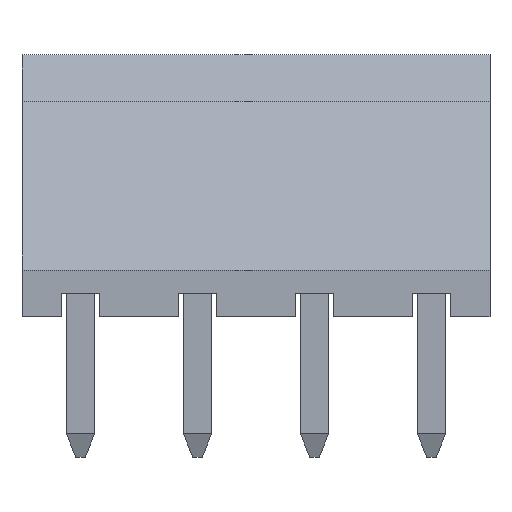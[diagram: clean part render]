
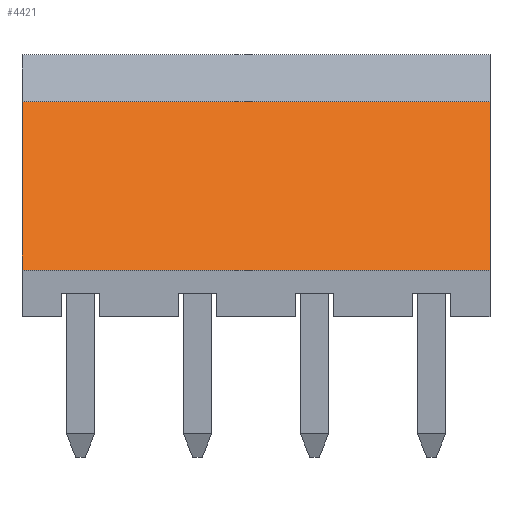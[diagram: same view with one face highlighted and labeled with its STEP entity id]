
A CAD part, front view. The second image highlights one B-rep face of the part: STEP entity #4421.
In plain terms, the highlighted planar face has unit normal (0, -0.811, 0.586).
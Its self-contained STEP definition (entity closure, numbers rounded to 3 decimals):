
#4240 = PLANE('',#4241);
#4241 = AXIS2_PLACEMENT_3D('',#4242,#4243,#4244);
#4242 = CARTESIAN_POINT('',(-1.25,0.4,4.6));
#4243 = DIRECTION('',(0.,0.,-1.));
#4244 = DIRECTION('',(0.,-1.,0.));
#4265 = VERTEX_POINT('',#4266);
#4266 = CARTESIAN_POINT('',(8.75,-0.4,4.6));
#4280 = PLANE('',#4281);
#4281 = AXIS2_PLACEMENT_3D('',#4282,#4283,#4284);
#4282 = CARTESIAN_POINT('',(8.75,0.384,2.186));
#4283 = DIRECTION('',(1.,0.,0.));
#4284 = DIRECTION('',(0.,0.,1.));
#4292 = EDGE_CURVE('',#4293,#4265,#4295,.T.);
#4293 = VERTEX_POINT('',#4294);
#4294 = CARTESIAN_POINT('',(-1.25,-0.4,4.6));
#4295 = SURFACE_CURVE('',#4296,(#4300,#4307),.PCURVE_S1.);
#4296 = LINE('',#4297,#4298);
#4297 = CARTESIAN_POINT('',(-1.25,-0.4,4.6));
#4298 = VECTOR('',#4299,1.);
#4299 = DIRECTION('',(1.,0.,0.));
#4300 = PCURVE('',#4240,#4301);
#4301 = DEFINITIONAL_REPRESENTATION('',(#4302),#4306);
#4302 = LINE('',#4303,#4304);
#4303 = CARTESIAN_POINT('',(0.8,0.));
#4304 = VECTOR('',#4305,1.);
#4305 = DIRECTION('',(0.,-1.));
#4306 = ( GEOMETRIC_REPRESENTATION_CONTEXT(2) 
PARAMETRIC_REPRESENTATION_CONTEXT() REPRESENTATION_CONTEXT('2D SPACE',''
  ) );
#4307 = PCURVE('',#4308,#4313);
#4308 = PLANE('',#4309);
#4309 = AXIS2_PLACEMENT_3D('',#4310,#4311,#4312);
#4310 = CARTESIAN_POINT('',(-1.25,-0.4,4.6));
#4311 = DIRECTION('',(0.,0.811,-0.585));
#4312 = DIRECTION('',(0.,-0.585,-0.811));
#4313 = DEFINITIONAL_REPRESENTATION('',(#4314),#4318);
#4314 = LINE('',#4315,#4316);
#4315 = CARTESIAN_POINT('',(0.,0.));
#4316 = VECTOR('',#4317,1.);
#4317 = DIRECTION('',(0.,-1.));
#4318 = ( GEOMETRIC_REPRESENTATION_CONTEXT(2) 
PARAMETRIC_REPRESENTATION_CONTEXT() REPRESENTATION_CONTEXT('2D SPACE',''
  ) );
#4334 = PLANE('',#4335);
#4335 = AXIS2_PLACEMENT_3D('',#4336,#4337,#4338);
#4336 = CARTESIAN_POINT('',(-1.25,0.384,2.186));
#4337 = DIRECTION('',(1.,0.,0.));
#4338 = DIRECTION('',(0.,0.,1.));
#4421 = ADVANCED_FACE('',(#4422),#4308,.F.);
#4422 = FACE_BOUND('',#4423,.F.);
#4423 = EDGE_LOOP('',(#4424,#4425,#4448,#4476));
#4424 = ORIENTED_EDGE('',*,*,#4292,.T.);
#4425 = ORIENTED_EDGE('',*,*,#4426,.T.);
#4426 = EDGE_CURVE('',#4265,#4427,#4429,.T.);
#4427 = VERTEX_POINT('',#4428);
#4428 = CARTESIAN_POINT('',(8.75,-3.,1.));
#4429 = SURFACE_CURVE('',#4430,(#4434,#4441),.PCURVE_S1.);
#4430 = LINE('',#4431,#4432);
#4431 = CARTESIAN_POINT('',(8.75,-0.4,4.6));
#4432 = VECTOR('',#4433,1.);
#4433 = DIRECTION('',(0.,-0.585,-0.811));
#4434 = PCURVE('',#4308,#4435);
#4435 = DEFINITIONAL_REPRESENTATION('',(#4436),#4440);
#4436 = LINE('',#4437,#4438);
#4437 = CARTESIAN_POINT('',(0.,-10.));
#4438 = VECTOR('',#4439,1.);
#4439 = DIRECTION('',(1.,0.));
#4440 = ( GEOMETRIC_REPRESENTATION_CONTEXT(2) 
PARAMETRIC_REPRESENTATION_CONTEXT() REPRESENTATION_CONTEXT('2D SPACE',''
  ) );
#4441 = PCURVE('',#4280,#4442);
#4442 = DEFINITIONAL_REPRESENTATION('',(#4443),#4447);
#4443 = LINE('',#4444,#4445);
#4444 = CARTESIAN_POINT('',(2.414,0.784));
#4445 = VECTOR('',#4446,1.);
#4446 = DIRECTION('',(-0.811,0.585));
#4447 = ( GEOMETRIC_REPRESENTATION_CONTEXT(2) 
PARAMETRIC_REPRESENTATION_CONTEXT() REPRESENTATION_CONTEXT('2D SPACE',''
  ) );
#4448 = ORIENTED_EDGE('',*,*,#4449,.F.);
#4449 = EDGE_CURVE('',#4450,#4427,#4452,.T.);
#4450 = VERTEX_POINT('',#4451);
#4451 = CARTESIAN_POINT('',(-1.25,-3.,1.));
#4452 = SURFACE_CURVE('',#4453,(#4457,#4464),.PCURVE_S1.);
#4453 = LINE('',#4454,#4455);
#4454 = CARTESIAN_POINT('',(-1.25,-3.,1.));
#4455 = VECTOR('',#4456,1.);
#4456 = DIRECTION('',(1.,0.,0.));
#4457 = PCURVE('',#4308,#4458);
#4458 = DEFINITIONAL_REPRESENTATION('',(#4459),#4463);
#4459 = LINE('',#4460,#4461);
#4460 = CARTESIAN_POINT('',(4.441,0.));
#4461 = VECTOR('',#4462,1.);
#4462 = DIRECTION('',(0.,-1.));
#4463 = ( GEOMETRIC_REPRESENTATION_CONTEXT(2) 
PARAMETRIC_REPRESENTATION_CONTEXT() REPRESENTATION_CONTEXT('2D SPACE',''
  ) );
#4464 = PCURVE('',#4465,#4470);
#4465 = PLANE('',#4466);
#4466 = AXIS2_PLACEMENT_3D('',#4467,#4468,#4469);
#4467 = CARTESIAN_POINT('',(-1.25,-3.,1.));
#4468 = DIRECTION('',(0.,1.,0.));
#4469 = DIRECTION('',(0.,0.,-1.));
#4470 = DEFINITIONAL_REPRESENTATION('',(#4471),#4475);
#4471 = LINE('',#4472,#4473);
#4472 = CARTESIAN_POINT('',(0.,0.));
#4473 = VECTOR('',#4474,1.);
#4474 = DIRECTION('',(0.,-1.));
#4475 = ( GEOMETRIC_REPRESENTATION_CONTEXT(2) 
PARAMETRIC_REPRESENTATION_CONTEXT() REPRESENTATION_CONTEXT('2D SPACE',''
  ) );
#4476 = ORIENTED_EDGE('',*,*,#4477,.F.);
#4477 = EDGE_CURVE('',#4293,#4450,#4478,.T.);
#4478 = SURFACE_CURVE('',#4479,(#4483,#4490),.PCURVE_S1.);
#4479 = LINE('',#4480,#4481);
#4480 = CARTESIAN_POINT('',(-1.25,-0.4,4.6));
#4481 = VECTOR('',#4482,1.);
#4482 = DIRECTION('',(0.,-0.585,-0.811));
#4483 = PCURVE('',#4308,#4484);
#4484 = DEFINITIONAL_REPRESENTATION('',(#4485),#4489);
#4485 = LINE('',#4486,#4487);
#4486 = CARTESIAN_POINT('',(0.,0.));
#4487 = VECTOR('',#4488,1.);
#4488 = DIRECTION('',(1.,0.));
#4489 = ( GEOMETRIC_REPRESENTATION_CONTEXT(2) 
PARAMETRIC_REPRESENTATION_CONTEXT() REPRESENTATION_CONTEXT('2D SPACE',''
  ) );
#4490 = PCURVE('',#4334,#4491);
#4491 = DEFINITIONAL_REPRESENTATION('',(#4492),#4496);
#4492 = LINE('',#4493,#4494);
#4493 = CARTESIAN_POINT('',(2.414,0.784));
#4494 = VECTOR('',#4495,1.);
#4495 = DIRECTION('',(-0.811,0.585));
#4496 = ( GEOMETRIC_REPRESENTATION_CONTEXT(2) 
PARAMETRIC_REPRESENTATION_CONTEXT() REPRESENTATION_CONTEXT('2D SPACE',''
  ) );
